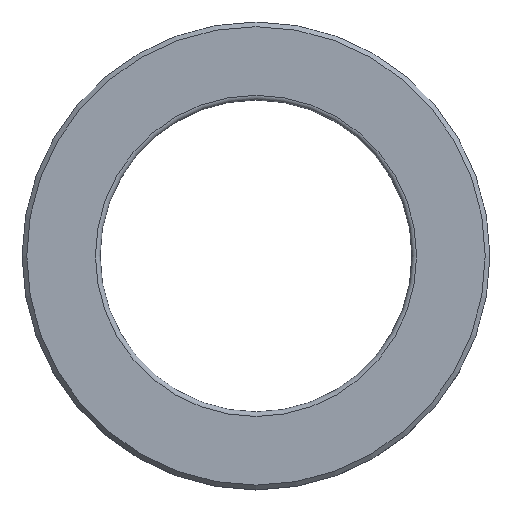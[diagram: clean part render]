
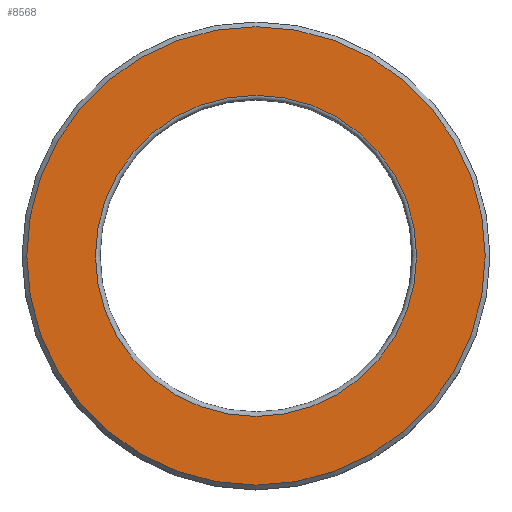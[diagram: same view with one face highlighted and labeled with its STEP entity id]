
A CAD part, top view. The second image highlights one B-rep face of the part: STEP entity #8568.
In plain terms, the highlighted planar face has unit normal (0, 0, 1).
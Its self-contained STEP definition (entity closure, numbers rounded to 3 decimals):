
#511=FACE_BOUND('',#2060,.T.);
#537=PLANE('',#9220);
#1454=FACE_OUTER_BOUND('',#2059,.T.);
#2059=EDGE_LOOP('',(#5644));
#2060=EDGE_LOOP('',(#5645));
#2687=CIRCLE('',#9206,20.6);
#2693=CIRCLE('',#9213,29.4);
#3435=VERTEX_POINT('',#13646);
#3440=VERTEX_POINT('',#13658);
#4237=EDGE_CURVE('',#3435,#3435,#2687,.T.);
#4244=EDGE_CURVE('',#3440,#3440,#2693,.T.);
#5644=ORIENTED_EDGE('',*,*,#4244,.T.);
#5645=ORIENTED_EDGE('',*,*,#4237,.T.);
#8568=ADVANCED_FACE('',(#1454,#511),#537,.F.);
#9206=AXIS2_PLACEMENT_3D('',#13647,#10585,#10586);
#9213=AXIS2_PLACEMENT_3D('',#13660,#10600,#10601);
#9220=AXIS2_PLACEMENT_3D('',#13673,#10617,#10618);
#10585=DIRECTION('center_axis',(0.,0.,-1.));
#10586=DIRECTION('ref_axis',(0.,1.,0.));
#10600=DIRECTION('center_axis',(0.,0.,1.));
#10601=DIRECTION('ref_axis',(0.,1.,0.));
#10617=DIRECTION('center_axis',(0.,0.,-1.));
#10618=DIRECTION('ref_axis',(0.,1.,0.));
#13646=CARTESIAN_POINT('',(0.,-20.6,6.5));
#13647=CARTESIAN_POINT('Origin',(0.,0.,6.5));
#13658=CARTESIAN_POINT('',(0.,-29.4,6.5));
#13660=CARTESIAN_POINT('Origin',(0.,0.,6.5));
#13673=CARTESIAN_POINT('Origin',(0.,30.,6.5));
